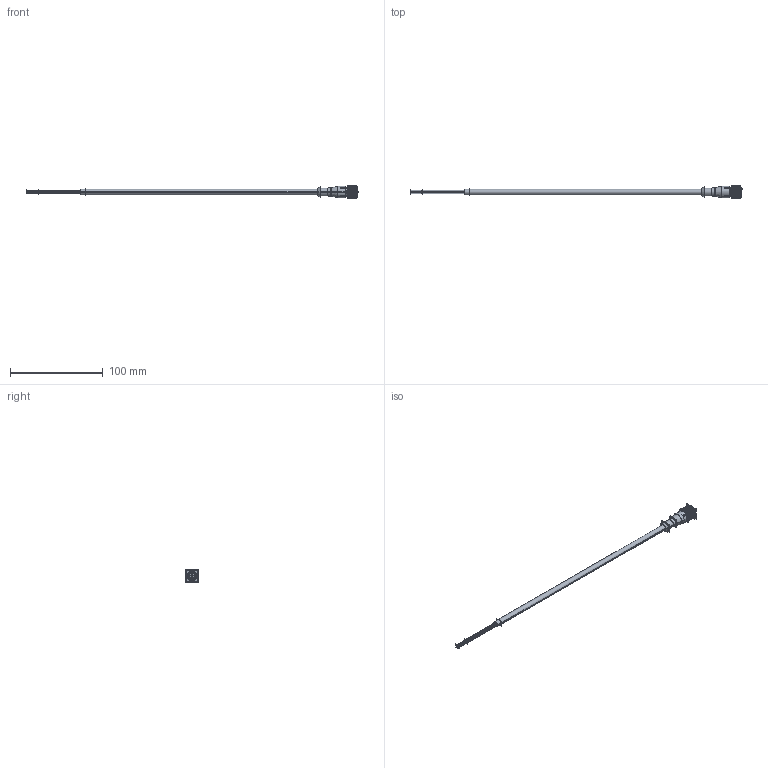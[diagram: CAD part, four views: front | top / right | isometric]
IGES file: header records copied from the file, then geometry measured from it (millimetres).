
Start section:  PTC IGES file: 214981.igs
Global section: file name: 214981.igs; native system: Creo Parametric by PTC Inc.; preprocessor: 2018300; author: pdmadmin; organization: Unknown; date: 20191203.150605; units: millimetre
Bounding box: 357.43 x 14.55 x 14.55 mm (x, y, z)
Volume: 10661.8 mm3; surface area: 304428.4 mm2
Topology: 13 solids, 85 shells, 8430 faces, 37112 edges, 44130 vertices
Faces by surface type: bspline 6382, revolution 2048
